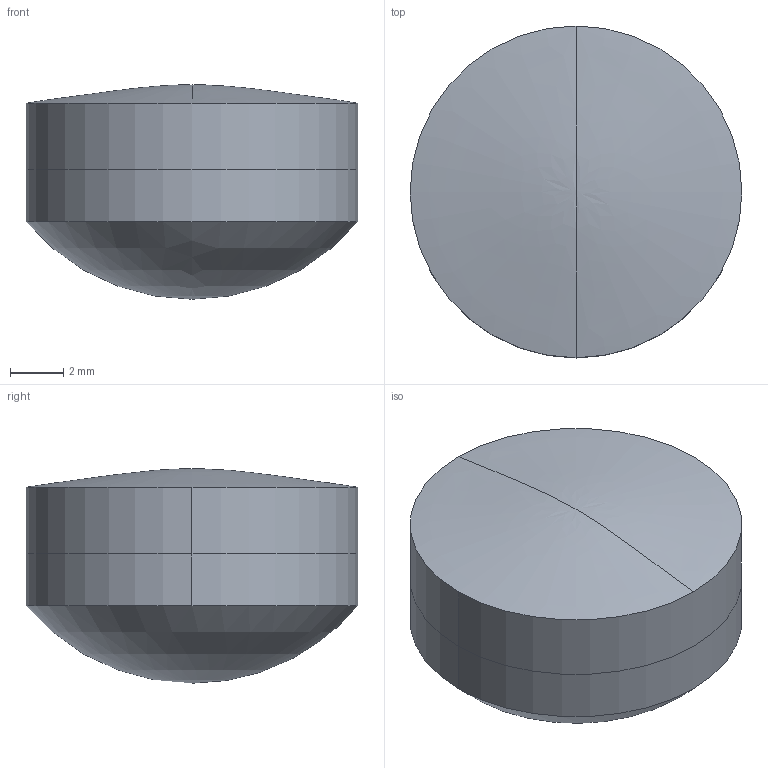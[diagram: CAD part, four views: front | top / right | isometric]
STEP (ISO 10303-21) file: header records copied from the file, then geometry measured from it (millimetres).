
FILE_DESCRIPTION (( 'STEP AP203' ), '1' );
FILE_NAME ('Web Model 49658_Default.step', '2018-09-10T20:02:05', ( '' ), ( '' ), 'SwSTEP 2.0', 'SolidWorks 2016', '' );
FILE_SCHEMA (( 'CONFIG_CONTROL_DESIGN' ));
Length unit declared in the file: millimetre
Products named in the file (1): Web Model 49658_Default
Bounding box: 12.5 x 12.5 x 8.08 mm (x, y, z)
Volume: 775.9 mm3; surface area: 710.8 mm2
Topology: 2 solids, 2 shells, 9 faces, 27 edges, 17 vertices
Faces by surface type: cylinder 4, sphere 3, bspline 2
Entity records: 547 total; most frequent: CARTESIAN_POINT 293, DIRECTION 40, ORIENTED_EDGE 32, AXIS2_PLACEMENT_3D 18, EDGE_CURVE 16, VERTEX_POINT 11, CIRCLE 10, ADVANCED_FACE 9
